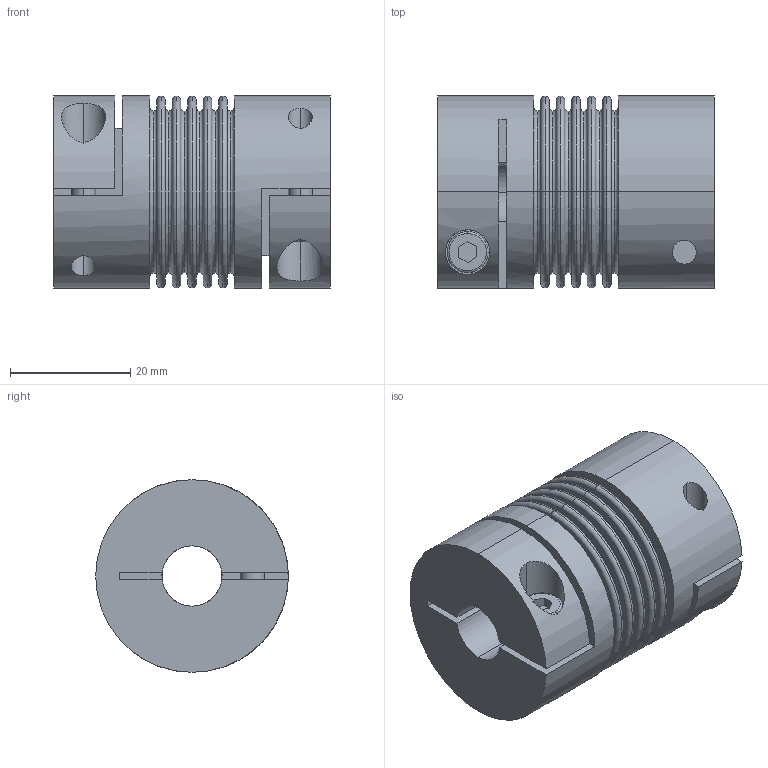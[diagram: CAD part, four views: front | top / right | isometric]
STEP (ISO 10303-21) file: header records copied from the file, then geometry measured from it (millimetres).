
FILE_DESCRIPTION(('STEP AP214'),'1');
FILE_NAME('cctmp_A97D3330-5355-4C4D-A798-45AD2B53AC2D_2023_06_06_09_31_04_0973..stp','2023-06-06T07:31:05',('R+W Antriebselemente GmbH'),('CADClick - www.CADClick.com'),'Spatial InterOp 3D',' ','unknown authorization');
FILE_SCHEMA(('AUTOMOTIVE_DESIGN'));
Length unit declared in the file: millimetre
Products named in the file (1): MK2/45/46/10/10
Bounding box: 46 x 32 x 32 mm (x, y, z)
Volume: 29126.6 mm3; surface area: 12366.2 mm2
Topology: 1 solids, 1 shells, 130 faces, 298 edges, 190 vertices
Faces by surface type: plane 50, torus 48, cylinder 32
Entity records: 5048 total; most frequent: CARTESIAN_POINT 869, DIRECTION 736, ORIENTED_EDGE 596, AXIS2_PLACEMENT_3D 315, EDGE_CURVE 298, VERTEX_POINT 190, CIRCLE 184, EDGE_LOOP 156
